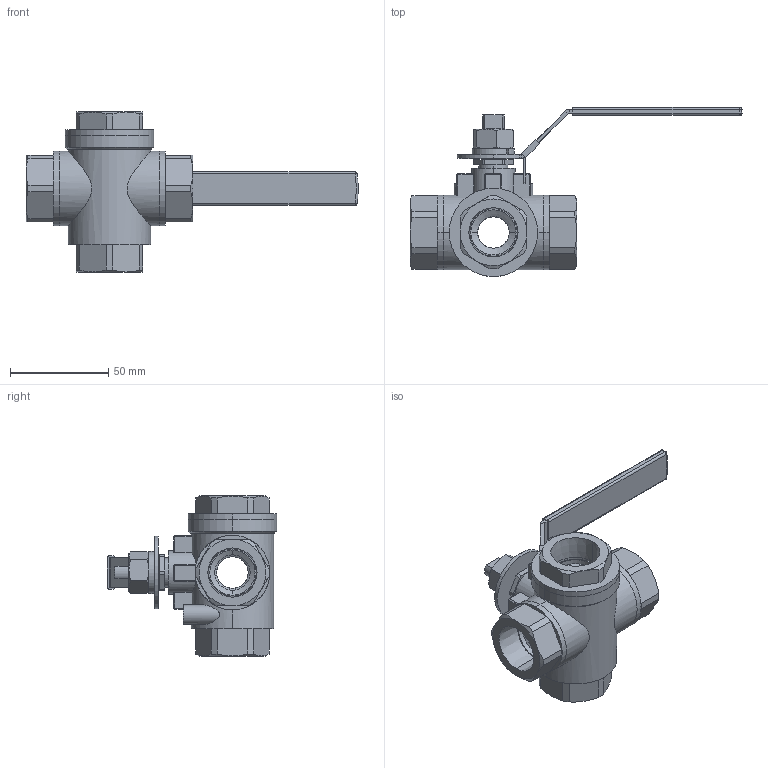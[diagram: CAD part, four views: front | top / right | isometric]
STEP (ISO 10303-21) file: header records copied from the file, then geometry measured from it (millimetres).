
FILE_DESCRIPTION (( 'STEP AP203' ), '1' );
FILE_NAME ('K-301T-DN20.STEP', '2019-10-15T05:19:03', ( '' ), ( '' ), 'SwSTEP 2.0', 'SolidWorks 2012', '' );
FILE_SCHEMA (( 'CONFIG_CONTROL_DESIGN' ));
Length unit declared in the file: millimetre
Products named in the file (5): K-301T-DN20; JIS B 1181 Hexagon nut - Class 2 Regular M12 --N_JIS B 1181 Hexagon nut - Class 2 Regular M12 --N; JIS B 1251 No.2 12_JIS B 1251 No.2 12; K-301T-DN20-HANDLE_125; K-301T-DN20-BODY
Assembly tree (4 placements, depth 2):
  K-301T-DN20
    K-301T-DN20-BODY
    K-301T-DN20-HANDLE_125
    JIS B 1251 No.2 12_JIS B 1251 No.2 12
    JIS B 1181 Hexagon nut - Class 2 Regular M12 --N_JIS B 1181 Hexagon nut - Class 2 Regular M12 --N
Bounding box: 169.1 x 86.2 x 81.5 mm (x, y, z)
Volume: 132665.8 mm3; surface area: 45735.1 mm2
Topology: 7 solids, 7 shells, 433 faces, 1062 edges, 664 vertices
Faces by surface type: plane 270, cylinder 77, cone 64, bspline 16, sphere 4, torus 2
Entity records: 15018 total; most frequent: CARTESIAN_POINT 4529, ORIENTED_EDGE 2116, DIRECTION 1961, EDGE_CURVE 1058, VECTOR 669, LINE 669, VERTEX_POINT 664, AXIS2_PLACEMENT_3D 646
